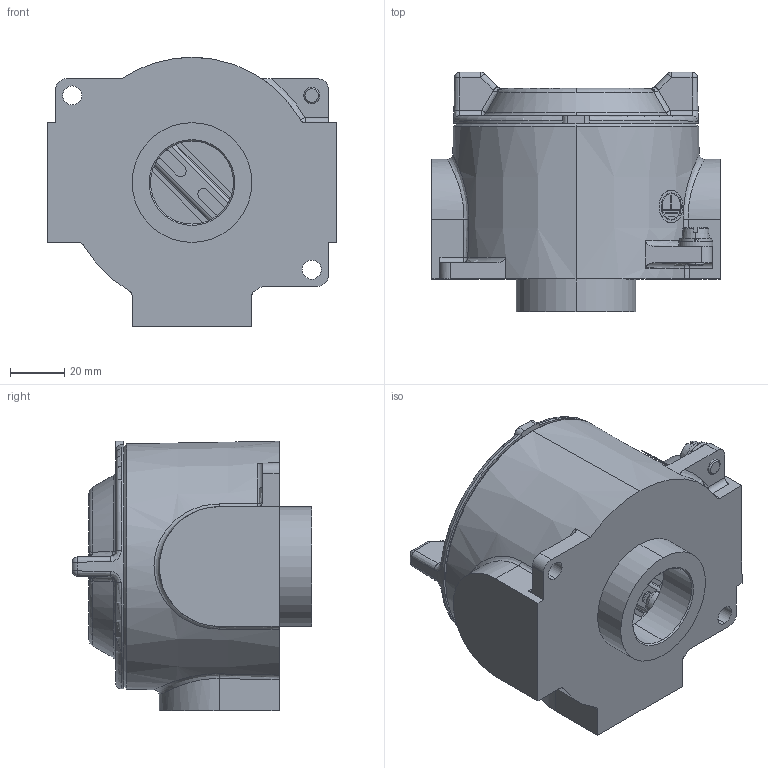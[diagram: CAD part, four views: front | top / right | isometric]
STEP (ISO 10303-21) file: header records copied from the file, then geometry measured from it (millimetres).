
FILE_DESCRIPTION (( 'STEP AP203' ), '1' );
FILE_NAME ('8252_12-DD110-111.STEP', '2015-05-07T07:38:54', ( '' ), ( '' ), 'SwSTEP 2.0', 'SolidWorks 2015', '' );
FILE_SCHEMA (( 'CONFIG_CONTROL_DESIGN' ));
Length unit declared in the file: millimetre
Products named in the file (12): 8252_9_004_007_3_Machining with M32x1,5 hole - DD110; 8252_9_098_002_0_Slotted ; 8252_9_005_002_6_3d export; 502_051_0; 503_029_0_ISO 4026 - M3 x 3-N; 8252_12-DD110-111; 506_546_0; 502_077_0; 506_635_0; 515_839_0_eingebaut; 506_548_0; 520_086_0
Assembly tree (16 placements, depth 2):
  8252_12-DD110-111
    8252_9_004_007_3_Machining with M32x1,5 hole - DD110
    8252_9_005_002_6_3d export
    502_077_0  x2
    506_548_0  x2
    506_635_0  x2
    515_839_0_eingebaut
    503_029_0_ISO 4026 - M3 x 3-N
    520_086_0
    8252_9_098_002_0_Slotted 
    506_546_0  x2
    502_051_0  x2
Bounding box: 106 x 88 x 99.05 mm (x, y, z)
Volume: 223944.9 mm3; surface area: 83590.3 mm2
Topology: 16 solids, 16 shells, 497 faces, 1177 edges, 704 vertices
Faces by surface type: plane 152, cylinder 129, cone 71, torus 65, bspline 64, sphere 16
Entity records: 16796 total; most frequent: CARTESIAN_POINT 5768, DIRECTION 2052, ORIENTED_EDGE 2010, EDGE_CURVE 1005, AXIS2_PLACEMENT_3D 843, VERTEX_POINT 611, EDGE_LOOP 468, CIRCLE 456
